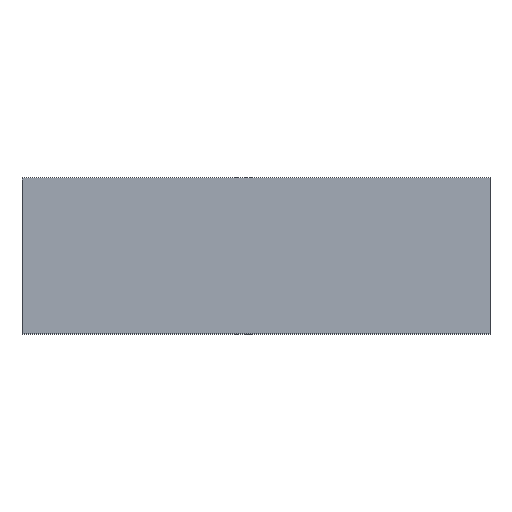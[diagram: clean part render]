
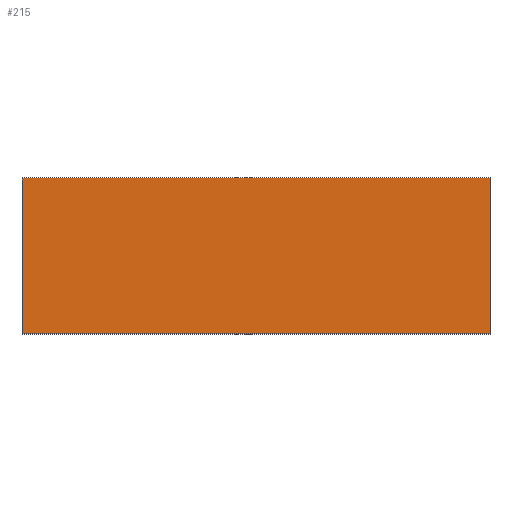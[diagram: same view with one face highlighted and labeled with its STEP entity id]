
A CAD part, top view. The second image highlights one B-rep face of the part: STEP entity #215.
In plain terms, the highlighted planar face has unit normal (0, 0, 1).
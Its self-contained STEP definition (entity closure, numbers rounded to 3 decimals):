
#1 = EDGE_CURVE ( 'NONE', #225, #96, #75, .T. ) ;
#6 = LINE ( 'NONE', #56, #230 ) ;
#7 = ORIENTED_EDGE ( 'NONE', *, *, #159, .T. ) ;
#8 = EDGE_CURVE ( 'NONE', #234, #225, #200, .T. ) ;
#10 = AXIS2_PLACEMENT_3D ( 'NONE', #206, #173, #157 ) ;
#11 = DIRECTION ( 'NONE',  ( 1., 0., 0. ) ) ;
#23 = VERTEX_POINT ( 'NONE', #166 ) ;
#34 = ORIENTED_EDGE ( 'NONE', *, *, #1, .T. ) ;
#40 = LINE ( 'NONE', #115, #52 ) ;
#43 = DIRECTION ( 'NONE',  ( 0., -1., 0. ) ) ;
#49 = CARTESIAN_POINT ( 'NONE',  ( -38.1, -12.7, 0.76 ) ) ;
#52 = VECTOR ( 'NONE', #43, 1000. ) ;
#56 = CARTESIAN_POINT ( 'NONE',  ( 38.1, 12.7, 0.76 ) ) ;
#58 = DIRECTION ( 'NONE',  ( 0., 1., 0. ) ) ;
#75 = LINE ( 'NONE', #211, #147 ) ;
#77 = DIRECTION ( 'NONE',  ( -1., 0., 0. ) ) ;
#89 = ORIENTED_EDGE ( 'NONE', *, *, #144, .T. ) ;
#90 = FACE_OUTER_BOUND ( 'NONE', #213, .T. ) ;
#96 = VERTEX_POINT ( 'NONE', #191 ) ;
#99 = PLANE ( 'NONE',  #10 ) ;
#115 = CARTESIAN_POINT ( 'NONE',  ( -38.1, -12.7, 0.76 ) ) ;
#130 = ORIENTED_EDGE ( 'NONE', *, *, #8, .T. ) ;
#144 = EDGE_CURVE ( 'NONE', #96, #23, #6, .T. ) ;
#147 = VECTOR ( 'NONE', #58, 1000. ) ;
#157 = DIRECTION ( 'NONE',  ( 1., 0., 0. ) ) ;
#159 = EDGE_CURVE ( 'NONE', #23, #234, #40, .T. ) ;
#165 = VECTOR ( 'NONE', #11, 1000. ) ;
#166 = CARTESIAN_POINT ( 'NONE',  ( -38.1, 12.7, 0.76 ) ) ;
#171 = CARTESIAN_POINT ( 'NONE',  ( 38.1, -12.7, 0.76 ) ) ;
#173 = DIRECTION ( 'NONE',  ( 0., 0., 1. ) ) ;
#190 = CARTESIAN_POINT ( 'NONE',  ( 38.1, -12.7, 0.76 ) ) ;
#191 = CARTESIAN_POINT ( 'NONE',  ( 38.1, 12.7, 0.76 ) ) ;
#200 = LINE ( 'NONE', #171, #165 ) ;
#206 = CARTESIAN_POINT ( 'NONE',  ( 0., 0., 0.76 ) ) ;
#211 = CARTESIAN_POINT ( 'NONE',  ( 38.1, -12.7, 0.76 ) ) ;
#213 = EDGE_LOOP ( 'NONE', ( #7, #130, #34, #89 ) ) ;
#215 = ADVANCED_FACE ( 'NONE', ( #90 ), #99, .T. ) ;
#225 = VERTEX_POINT ( 'NONE', #190 ) ;
#230 = VECTOR ( 'NONE', #77, 1000. ) ;
#234 = VERTEX_POINT ( 'NONE', #49 ) ;
